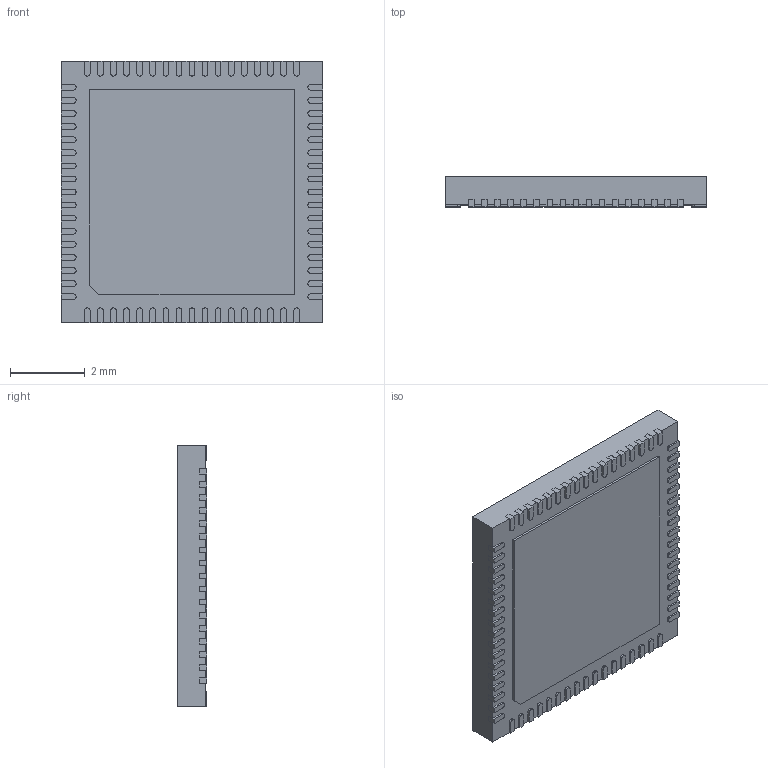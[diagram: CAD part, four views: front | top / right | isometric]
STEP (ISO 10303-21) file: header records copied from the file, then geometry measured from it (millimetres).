
FILE_DESCRIPTION (( 'STEP AP214' ), '1' );
FILE_NAME ('RK809-1.STEP', '2022-12-06T06:41:09', ( '' ), ( '' ), 'SwSTEP 2.0', 'SolidWorks 2021', '' );
FILE_SCHEMA (( 'AUTOMOTIVE_DESIGN' ));
Length unit declared in the file: millimetre
Products named in the file (1): RK809-1
Bounding box: 7 x 0.8 x 7 mm (x, y, z)
Volume: 38.5 mm3; surface area: 217.3 mm2
Topology: 71 solids, 71 shells, 704 faces, 1680 edges, 1120 vertices
Faces by surface type: plane 566, cylinder 138
Full cylindrical faces by diameter (mm): 0.4 x2
Entity records: 20854 total; most frequent: CARTESIAN_POINT 3503, DIRECTION 3364, ORIENTED_EDGE 3356, EDGE_CURVE 1678, LINE 1402, VECTOR 1402, VERTEX_POINT 1120, AXIS2_PLACEMENT_3D 981
